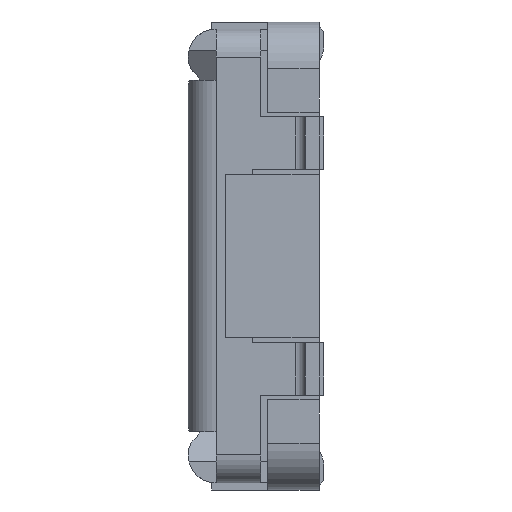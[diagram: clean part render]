
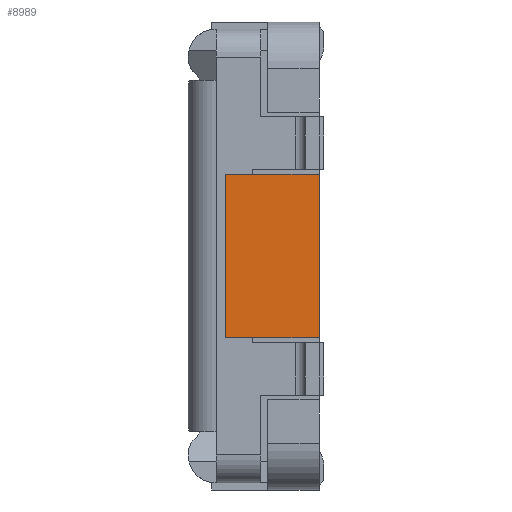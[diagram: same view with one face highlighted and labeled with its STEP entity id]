
A CAD part, left-side view. The second image highlights one B-rep face of the part: STEP entity #8989.
In plain terms, the highlighted planar face has unit normal (-1, 0, 0).
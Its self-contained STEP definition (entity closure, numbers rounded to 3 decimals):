
#116=DIRECTION('',(0.,0.,1.));
#117=VECTOR('',#116,0.7);
#118=CARTESIAN_POINT('',(-1.75,0.,-0.35));
#119=LINE('',#118,#117);
#2232=DIRECTION('',(0.,1.,0.));
#2233=VECTOR('',#2232,0.4);
#2234=CARTESIAN_POINT('',(-1.75,0.,0.35));
#2235=LINE('',#2234,#2233);
#2248=DIRECTION('',(0.,0.,1.));
#2249=VECTOR('',#2248,0.7);
#2250=CARTESIAN_POINT('',(-1.75,0.4,-0.35));
#2251=LINE('',#2250,#2249);
#2252=DIRECTION('',(0.,1.,0.));
#2253=VECTOR('',#2252,0.4);
#2254=CARTESIAN_POINT('',(-1.75,0.,-0.35));
#2255=LINE('',#2254,#2253);
#4777=CARTESIAN_POINT('',(-1.75,0.,-0.35));
#4778=VERTEX_POINT('',#4777);
#4779=CARTESIAN_POINT('',(-1.75,0.,0.35));
#4780=VERTEX_POINT('',#4779);
#4845=CARTESIAN_POINT('',(-1.75,0.4,-0.35));
#4846=CARTESIAN_POINT('',(-1.75,0.4,0.35));
#4847=VERTEX_POINT('',#4845);
#4848=VERTEX_POINT('',#4846);
#8978=CARTESIAN_POINT('',(-1.75,0.,-0.35));
#8979=DIRECTION('',(-1.,0.,0.));
#8980=DIRECTION('',(0.,0.,1.));
#8981=AXIS2_PLACEMENT_3D('',#8978,#8979,#8980);
#8982=PLANE('',#8981);
#8983=ORIENTED_EDGE('',*,*,#8928,.T.);
#8984=ORIENTED_EDGE('',*,*,#8947,.F.);
#8985=ORIENTED_EDGE('',*,*,#6341,.F.);
#8986=ORIENTED_EDGE('',*,*,#8908,.T.);
#8987=EDGE_LOOP('',(#8983,#8984,#8985,#8986));
#8988=FACE_OUTER_BOUND('',#8987,.F.);
#8989=ADVANCED_FACE('',(#8988),#8982,.T.);
#6341=EDGE_CURVE('',#4778,#4780,#119,.T.);
#8908=EDGE_CURVE('',#4778,#4847,#2255,.T.);
#8928=EDGE_CURVE('',#4847,#4848,#2251,.T.);
#8947=EDGE_CURVE('',#4780,#4848,#2235,.T.);
